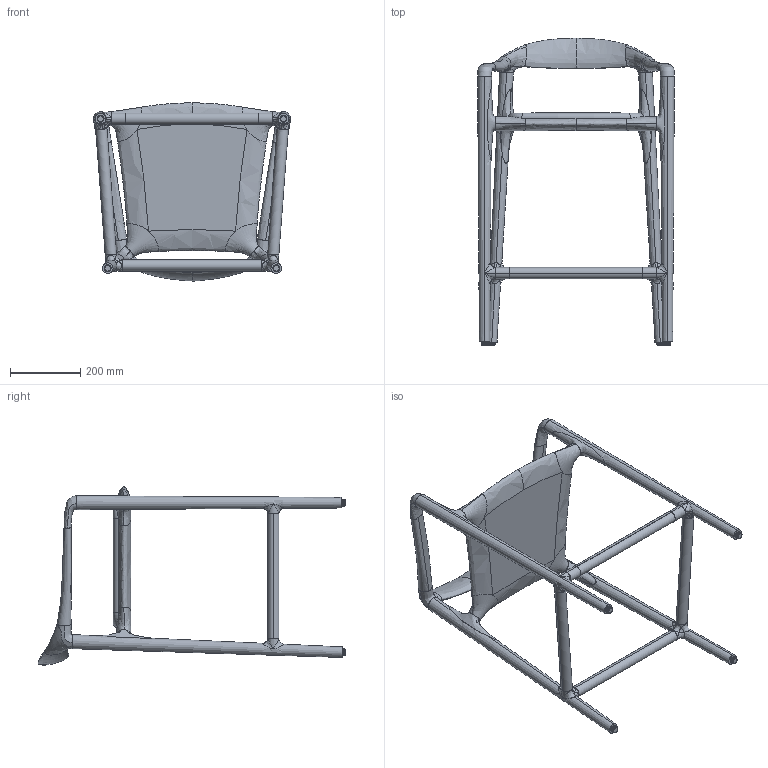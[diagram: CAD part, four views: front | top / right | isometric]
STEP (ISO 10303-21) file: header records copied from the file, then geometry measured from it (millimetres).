
FILE_DESCRIPTION (( 'STEP AP203' ), '1' );
FILE_NAME ('1. Sagrada bar chair upholstered 640 - sklop.STEP', '2023-11-23T10:53:58', ( '' ), ( '' ), 'SwSTEP 2.0', 'SolidWorks 2023', '' );
FILE_SCHEMA (( 'CONFIG_CONTROL_DESIGN' ));
Products named in the file (1): 1. Sagrada bar chair upholstered 640 - sklop
Bounding box: 560 x 874.75 x 506.77 mm (x, y, z)
Volume: 13112247.2 mm3; surface area: 1509025.6 mm2
Topology: 36 solids, 36 shells, 790 faces, 1850 edges, 1170 vertices
Faces by surface type: cylinder 278, plane 240, bspline 129, torus 93, cone 32, sphere 18
Entity records: 71656 total; most frequent: CARTESIAN_POINT 54233, ORIENTED_EDGE 3652, DIRECTION 3534, EDGE_CURVE 1826, AXIS2_PLACEMENT_3D 1456, VERTEX_POINT 1162, EDGE_LOOP 866, CIRCLE 794
